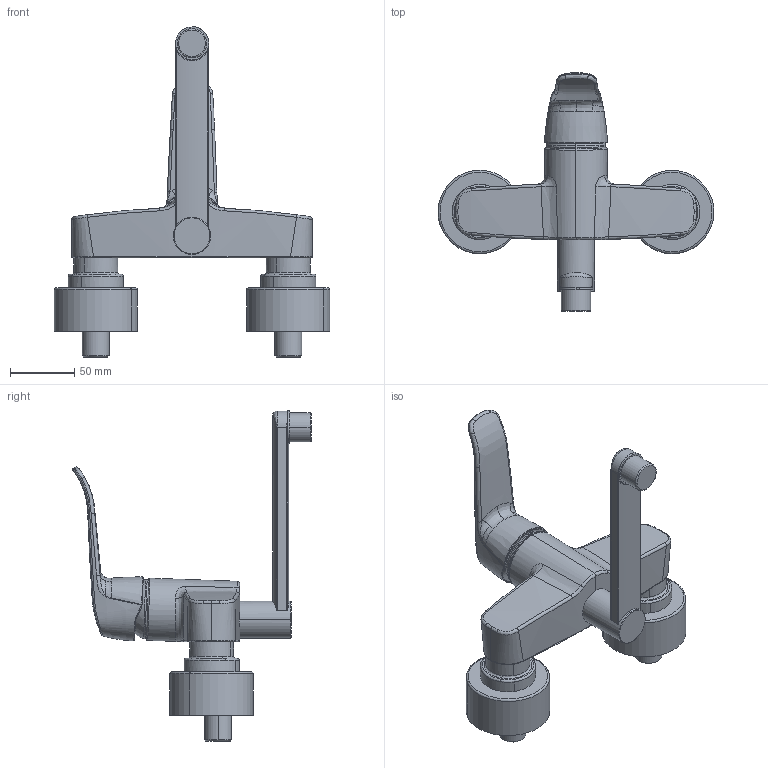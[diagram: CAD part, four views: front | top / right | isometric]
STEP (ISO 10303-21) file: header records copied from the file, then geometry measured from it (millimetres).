
FILE_DESCRIPTION (( 'STEP AP203' ), '1' );
FILE_NAME ('01516283(2022).STEP', '2022-03-18T08:52:42', ( '' ), ( '' ), 'SwSTEP 2.0', 'SolidWorks 2016', '' );
FILE_SCHEMA (( 'CONFIG_CONTROL_DESIGN' ));
Length unit declared in the file: millimetre
Products named in the file (1): 01516283(2022)
Bounding box: 214.97 x 186.07 x 257.23 mm (x, y, z)
Volume: 752617.5 mm3; surface area: 108690.2 mm2
Topology: 1 solids, 1 shells, 218 faces, 520 edges, 321 vertices
Faces by surface type: bspline 110, cylinder 50, plane 38, cone 12, torus 6, sphere 2
Entity records: 19833 total; most frequent: CARTESIAN_POINT 15534, ORIENTED_EDGE 1040, DIRECTION 641, EDGE_CURVE 520, VERTEX_POINT 321, AXIS2_PLACEMENT_3D 274, B_SPLINE_CURVE_WITH_KNOTS 239, EDGE_LOOP 235
